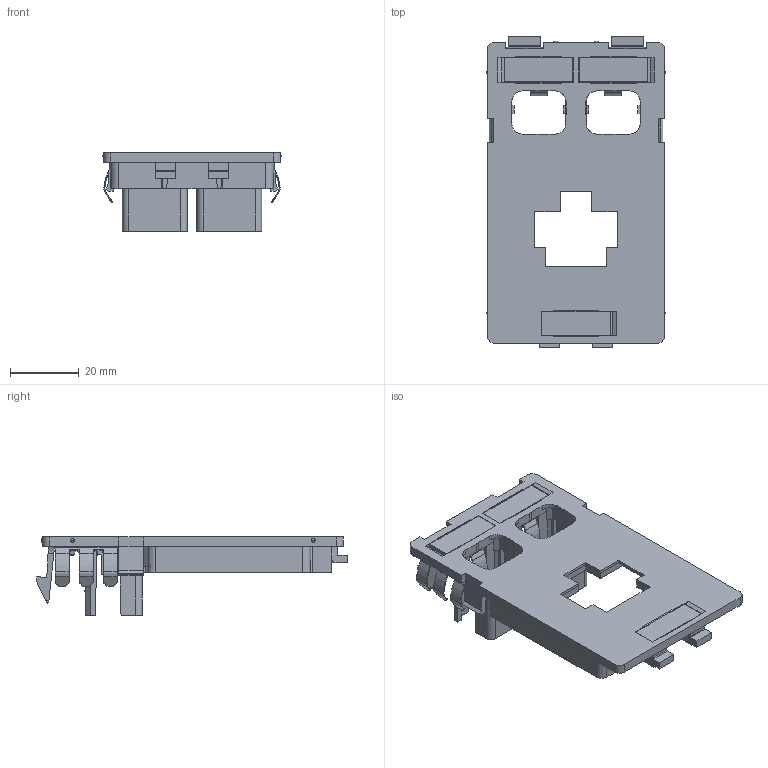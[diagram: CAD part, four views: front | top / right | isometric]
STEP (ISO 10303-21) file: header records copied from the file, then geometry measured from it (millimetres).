
FILE_DESCRIPTION(('CATIA V5 STEP Exchange','CAx-IF Rec.Pracs.--- Model Styling and Organization---1.4--- 2014-01-23'),'2;1');
FILE_NAME ('013596-2_2', '2019-10-11T14:37:17+00:00', ('none'), ('Weidmueller'), 'CATIA Version 5-6 Release 2016 SP3 HF44', 'CATIA V5 STEP AP214', 'none');
FILE_SCHEMA(('AUTOMOTIVE_DESIGN { 1 0 10303 214 1 1 1 1 }'));
Length unit declared in the file: millimetre
Products named in the file (1): 1450620000
Bounding box: 51.9 x 90.5 x 22.8 mm (x, y, z)
Volume: 14160.6 mm3; surface area: 20413.6 mm2
Topology: 5 solids, 5 shells, 905 faces, 2377 edges, 1496 vertices
Faces by surface type: plane 618, cylinder 209, cone 20, torus 20, bspline 16, sphere 12, extrusion 10
Entity records: 26424 total; most frequent: CARTESIAN_POINT 5891, ORIENTED_EDGE 4730, DIRECTION 3349, EDGE_CURVE 2365, VECTOR 1708, LINE 1698, VERTEX_POINT 1496, AXIS2_PLACEMENT_3D 1022
